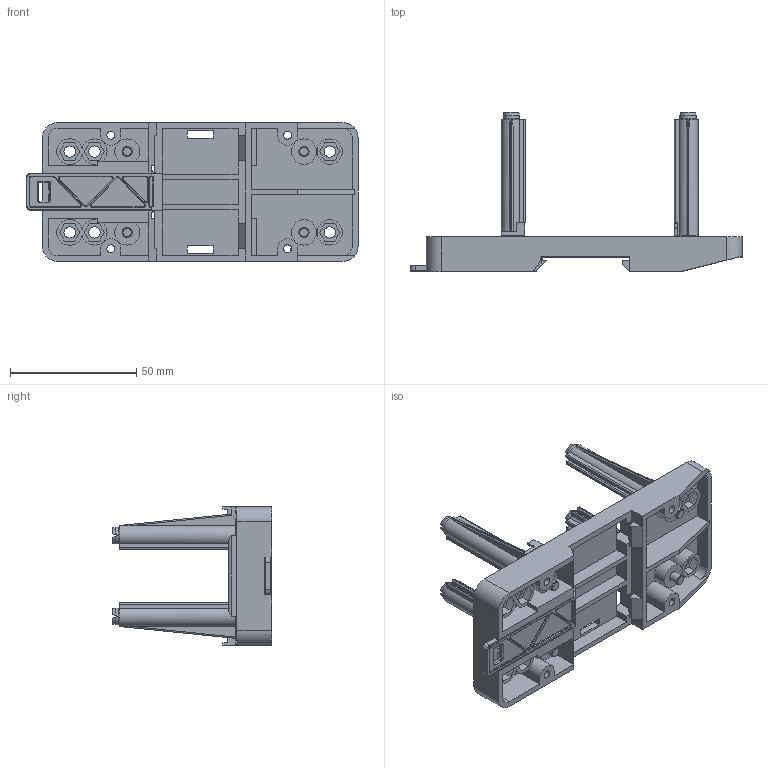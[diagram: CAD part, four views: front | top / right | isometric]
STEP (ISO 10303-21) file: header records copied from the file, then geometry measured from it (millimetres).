
FILE_DESCRIPTION((''),'2;1');
FILE_NAME('CC6B','2017-09-26T',('tl.yang'),(''),'PRO/ENGINEER BY PARAMETRIC TECHNOLOGY CORPORATION, 2011500','PRO/ENGINEER BY PARAMETRIC TECHNOLOGY CORPORATION, 2011500','');
FILE_SCHEMA(('CONFIG_CONTROL_DESIGN'));
Length unit declared in the file: millimetre
Products named in the file (1): CC6B
Bounding box: 131.5 x 63.1 x 55 mm (x, y, z)
Volume: 48947 mm3; surface area: 46748.8 mm2
Topology: 1 solids, 6 shells, 846 faces, 2255 edges, 1448 vertices
Faces by surface type: plane 506, cylinder 255, torus 53, cone 32
Entity records: 26567 total; most frequent: CARTESIAN_POINT 4999, ORIENTED_EDGE 4510, DIRECTION 4475, EDGE_CURVE 2255, VECTOR 1571, LINE 1571, AXIS2_PLACEMENT_3D 1452, VERTEX_POINT 1448
